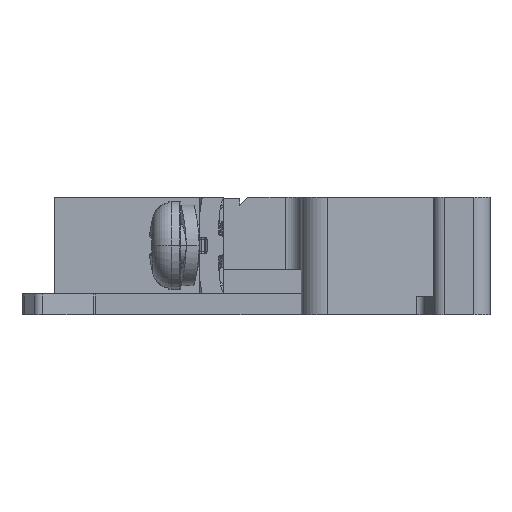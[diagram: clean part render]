
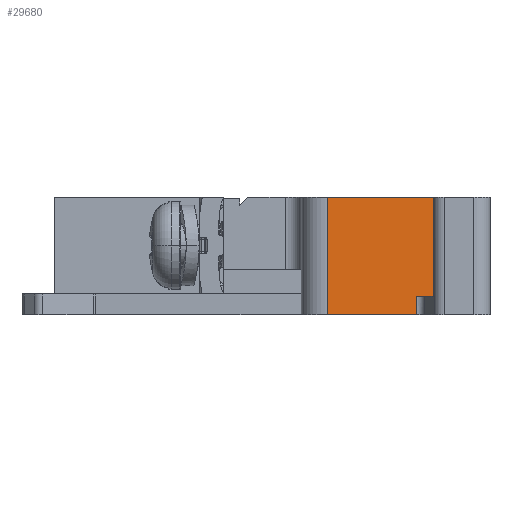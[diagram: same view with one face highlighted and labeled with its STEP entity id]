
A CAD part, left-side view. The second image highlights one B-rep face of the part: STEP entity #29680.
In plain terms, the highlighted planar face has unit normal (-0.998, -0.07, 0).
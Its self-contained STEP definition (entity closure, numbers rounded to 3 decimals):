
#4530=DIRECTION('',(0.,0.,-1.));
#4531=VECTOR('',#4530,7.3);
#4532=CARTESIAN_POINT('',(-18.996,-4.405,7.3));
#4533=LINE('',#4532,#4531);
#4891=DIRECTION('',(-0.07,0.998,0.));
#4892=VECTOR('',#4891,8.381);
#4893=CARTESIAN_POINT('',(-18.412,-12.765,7.3));
#4894=LINE('',#4893,#4892);
#8682=DIRECTION('',(0.07,-0.998,0.));
#8683=VECTOR('',#8682,5.539);
#8684=CARTESIAN_POINT('',(-18.996,-4.405,0.));
#8685=LINE('',#8684,#8683);
#8873=DIRECTION('',(0.07,-0.998,0.));
#8874=VECTOR('',#8873,2.809);
#8875=CARTESIAN_POINT('',(-18.608,-9.963,1.15));
#8876=LINE('',#8875,#8874);
#8911=DIRECTION('',(0.,0.,1.));
#8912=VECTOR('',#8911,6.15);
#8913=CARTESIAN_POINT('',(-18.412,-12.765,1.15));
#8914=LINE('',#8913,#8912);
#8947=CARTESIAN_POINT('',(-18.61,-9.93,1.15));
#8948=CARTESIAN_POINT('',(-18.61,-9.933,1.15));
#8949=CARTESIAN_POINT('',(-18.609,-9.941,1.15));
#8950=CARTESIAN_POINT('',(-18.608,-9.952,1.15));
#8951=CARTESIAN_POINT('',(-18.608,-9.959,1.15));
#8952=CARTESIAN_POINT('',(-18.608,-9.963,1.15));
#8958=DIRECTION('',(0.,0.,1.));
#8959=VECTOR('',#8958,1.15);
#8960=CARTESIAN_POINT('',(-18.61,-9.93,0.));
#8961=LINE('',#8960,#8959);
#10153=CARTESIAN_POINT('',(-18.412,-12.765,7.3));
#10154=VERTEX_POINT('',#10153);
#10155=CARTESIAN_POINT('',(-18.996,-4.405,7.3));
#10156=VERTEX_POINT('',#10155);
#10337=CARTESIAN_POINT('',(-18.996,-4.405,0.));
#10338=VERTEX_POINT('',#10337);
#10339=CARTESIAN_POINT('',(-18.61,-9.93,0.));
#10340=VERTEX_POINT('',#10339);
#10387=CARTESIAN_POINT('',(-18.608,-9.963,1.15));
#10388=CARTESIAN_POINT('',(-18.412,-12.765,1.15));
#10389=VERTEX_POINT('',#10387);
#10390=VERTEX_POINT('',#10388);
#10403=VERTEX_POINT('',#8947);
#29663=CARTESIAN_POINT('',(-18.704,-8.585,3.65));
#29664=DIRECTION('',(0.998,0.07,0.));
#29665=DIRECTION('',(-0.07,0.998,0.));
#29666=AXIS2_PLACEMENT_3D('',#29663,#29664,#29665);
#29667=PLANE('',#29666);
#29668=ORIENTED_EDGE('',*,*,#21247,.F.);
#29670=ORIENTED_EDGE('',*,*,#29669,.F.);
#29671=ORIENTED_EDGE('',*,*,#29643,.F.);
#29673=ORIENTED_EDGE('',*,*,#29672,.F.);
#29675=ORIENTED_EDGE('',*,*,#29674,.F.);
#29676=ORIENTED_EDGE('',*,*,#29358,.F.);
#29677=ORIENTED_EDGE('',*,*,#20861,.F.);
#29678=EDGE_LOOP('',(#29668,#29670,#29671,#29673,#29675,#29676,#29677));
#29679=FACE_OUTER_BOUND('',#29678,.F.);
#29680=ADVANCED_FACE('',(#29679),#29667,.F.);
#8953=B_SPLINE_CURVE_WITH_KNOTS('',3,(#8947,#8948,#8949,#8950,#8951,#8952),
.UNSPECIFIED.,.F.,.F.,(4,1,1,4),(0.,0.333,0.667,1.),
.UNSPECIFIED.);
#20861=EDGE_CURVE('',#10156,#10338,#4533,.T.);
#21247=EDGE_CURVE('',#10154,#10156,#4894,.T.);
#29358=EDGE_CURVE('',#10338,#10340,#8685,.T.);
#29643=EDGE_CURVE('',#10389,#10390,#8876,.T.);
#29669=EDGE_CURVE('',#10390,#10154,#8914,.T.);
#29672=EDGE_CURVE('',#10403,#10389,#8953,.T.);
#29674=EDGE_CURVE('',#10340,#10403,#8961,.T.);
